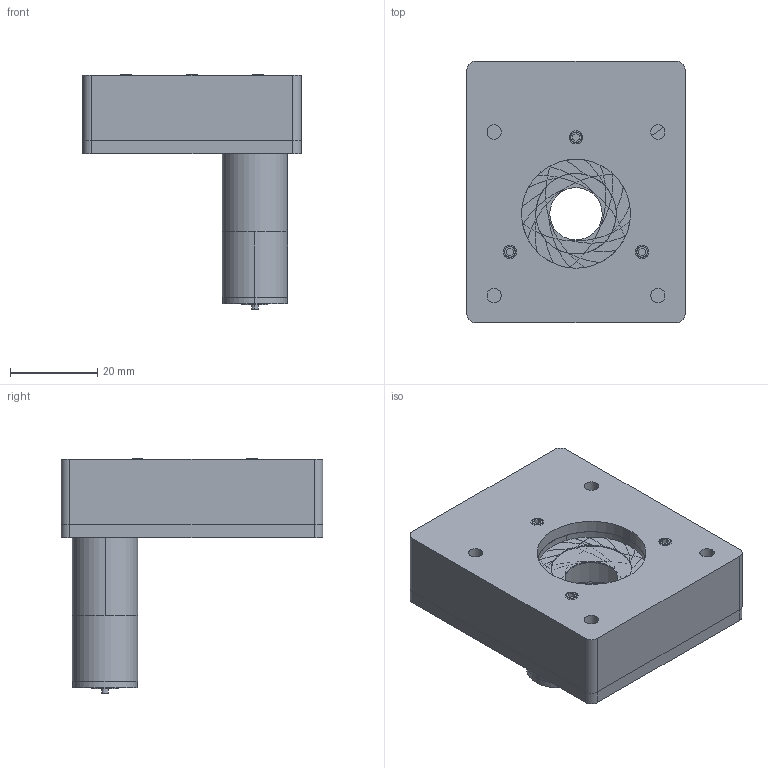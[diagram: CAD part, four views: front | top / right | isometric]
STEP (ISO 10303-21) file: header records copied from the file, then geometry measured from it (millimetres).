
FILE_DESCRIPTION (( 'STEP AP214' ), '1' );
FILE_NAME ('08IDM-025M.STEP', '2018-03-09T07:13:42', ( '' ), ( '' ), 'SwSTEP 2.0', 'SolidWorks 2016', '' );
FILE_SCHEMA (( 'AUTOMOTIVE_DESIGN' ));
Length unit declared in the file: millimetre
Products named in the file (1): 08IDM-025M
Bounding box: 50 x 60 x 53.7 mm (x, y, z)
Surface area: 15805.8 mm2 (no closed solid volume)
Topology: 0 solids, 11 shells, 218 faces, 611 edges, 411 vertices
Faces by surface type: plane 127, cylinder 75, cone 16
Entity records: 9638 total; most frequent: DIRECTION 1449, CARTESIAN_POINT 1241, ORIENTED_EDGE 1080, AXIS2_PLACEMENT_3D 619, EDGE_CURVE 611, VERTEX_POINT 411, CIRCLE 400, EDGE_LOOP 267
